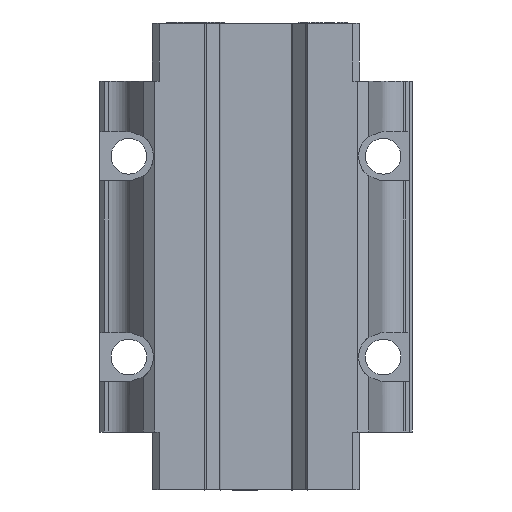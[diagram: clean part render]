
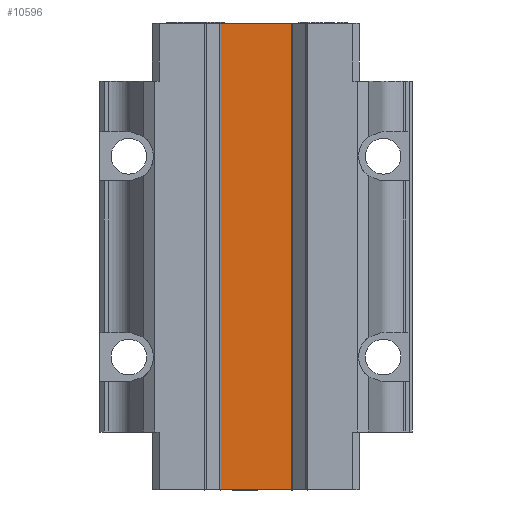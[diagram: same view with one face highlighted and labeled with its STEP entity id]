
A CAD part, front view. The second image highlights one B-rep face of the part: STEP entity #10596.
In plain terms, the highlighted planar face has unit normal (0, -1, 0).
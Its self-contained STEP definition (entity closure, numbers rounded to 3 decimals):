
#4434 = DIRECTION ( 'NONE',  ( -1., 0., 0. ) ) ;
#4435 = VECTOR ( 'NONE', #4434, 1000. ) ;
#4436 = CARTESIAN_POINT ( 'NONE',  ( -8.409, 0., 52.3 ) ) ;
#4437 = LINE ( 'NONE', #4436, #4435 ) ;
#4438 = CARTESIAN_POINT ( 'NONE',  ( -8.409, 0., 52.3 ) ) ;
#4439 = CARTESIAN_POINT ( 'NONE',  ( -8.409, 0., -52.3 ) ) ;
#4554 = DIRECTION ( 'NONE',  ( 0., 0., -1. ) ) ;
#4556 = VECTOR ( 'NONE', #4554, 1000. ) ;
#4558 = CARTESIAN_POINT ( 'NONE',  ( -8.409, 0., -39.3 ) ) ;
#4559 = LINE ( 'NONE', #4558, #4556 ) ;
#4560 = DIRECTION ( 'NONE',  ( 0., 0., 1. ) ) ;
#4561 = VECTOR ( 'NONE', #4560, 1000. ) ;
#4562 = CARTESIAN_POINT ( 'NONE',  ( 8.409, 0., -39.3 ) ) ;
#4563 = LINE ( 'NONE', #4562, #4561 ) ;
#4628 = CARTESIAN_POINT ( 'NONE',  ( 8.409, 0., -52.3 ) ) ;
#4629 = DIRECTION ( 'NONE',  ( 1., 0., 0. ) ) ;
#4630 = VECTOR ( 'NONE', #4629, 1000. ) ;
#4631 = CARTESIAN_POINT ( 'NONE',  ( -8.409, 0., -52.3 ) ) ;
#4632 = LINE ( 'NONE', #4631, #4630 ) ;
#4635 = DIRECTION ( 'NONE',  ( 0., 0., -1. ) ) ;
#4637 = DIRECTION ( 'NONE',  ( 0., -1., 0. ) ) ;
#4638 = CARTESIAN_POINT ( 'NONE',  ( -8.409, 0., -39.3 ) ) ;
#4640 = AXIS2_PLACEMENT_3D ( 'NONE', #4638, #4637, #4635 ) ;
#4641 = PLANE ( 'NONE',  #4640 ) ;
#4644 = FACE_OUTER_BOUND ( 'NONE', #10460, .T. ) ;
#4657 = CARTESIAN_POINT ( 'NONE',  ( 8.409, 0., 52.3 ) ) ;
#10460 = EDGE_LOOP ( 'NONE', ( #10467, #10590, #10468, #10470 ) ) ;
#10465 = EDGE_CURVE ( 'NONE', #10623, #10585, #4563, .T. ) ;
#10467 = ORIENTED_EDGE ( 'NONE', *, *, #10603, .T. ) ;
#10468 = ORIENTED_EDGE ( 'NONE', *, *, #10494, .T. ) ;
#10470 = ORIENTED_EDGE ( 'NONE', *, *, #10480, .T. ) ;
#10480 = EDGE_CURVE ( 'NONE', #10493, #10483, #4559, .T. ) ;
#10483 = VERTEX_POINT ( 'NONE', #4439 ) ;
#10493 = VERTEX_POINT ( 'NONE', #4438 ) ;
#10494 = EDGE_CURVE ( 'NONE', #10585, #10493, #4437, .T. ) ;
#10585 = VERTEX_POINT ( 'NONE', #4657 ) ;
#10590 = ORIENTED_EDGE ( 'NONE', *, *, #10465, .T. ) ;
#10596 = ADVANCED_FACE ( 'NONE', ( #4644 ), #4641, .T. ) ;
#10603 = EDGE_CURVE ( 'NONE', #10483, #10623, #4632, .T. ) ;
#10623 = VERTEX_POINT ( 'NONE', #4628 ) ;
